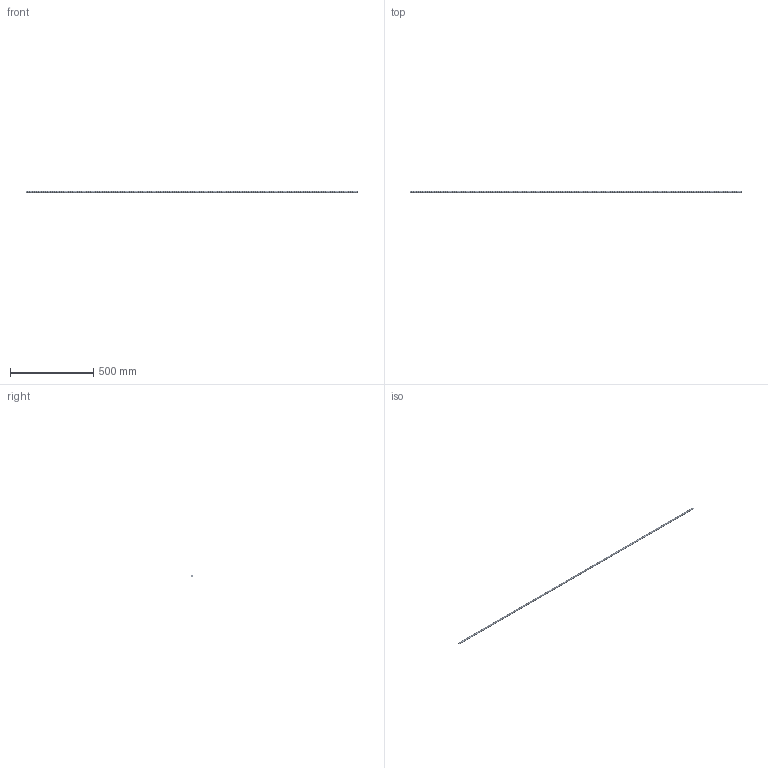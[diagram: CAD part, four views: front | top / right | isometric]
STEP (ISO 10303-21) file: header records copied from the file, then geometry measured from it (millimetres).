
FILE_DESCRIPTION (( 'STEP AP203' ), '1' );
FILE_NAME ('CLV10-TM-12-2 Øïèëüêà Ì12õ2000.STEP', '2016-02-10T12:19:52', ( '' ), ( '' ), 'SwSTEP 2.0', 'SolidWorks 2014', '' );
FILE_SCHEMA (( 'CONFIG_CONTROL_DESIGN' ));
Length unit declared in the file: millimetre
Products named in the file (1): CLV10-TM-12-2 Øïèëüêà Ì12õ2000
Bounding box: 2000 x 12 x 12 mm (x, y, z)
Volume: 199646.4 mm3; surface area: 110648 mm2
Topology: 1 solids, 1 shells, 3431 faces, 6861 edges, 3432 vertices
Faces by surface type: cone 2286, cylinder 1143, plane 2
Full cylindrical faces by diameter (mm): 12 x1143
Entity records: 68691 total; most frequent: DIRECTION 13724, CARTESIAN_POINT 10292, AXIS2_PLACEMENT_3D 6862, EDGE_LOOP 6860, ORIENTED_EDGE 6860, FACE_OUTER_BOUND 4574, ADVANCED_FACE 3431, CIRCLE 3430
